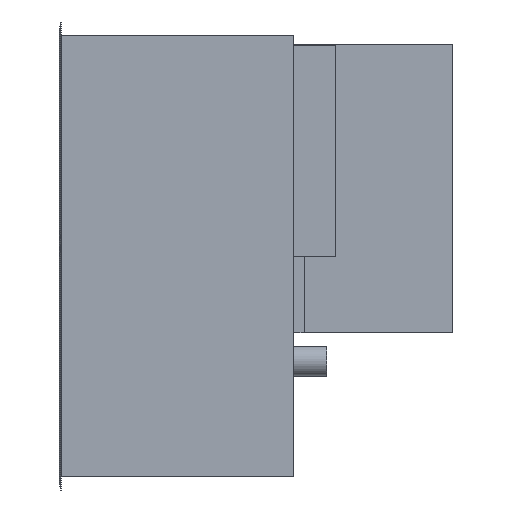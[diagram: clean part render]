
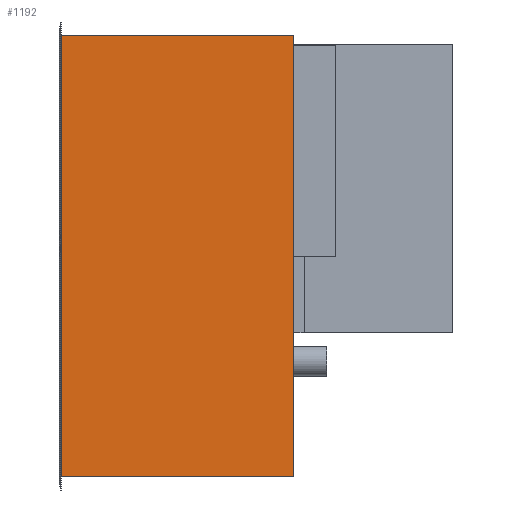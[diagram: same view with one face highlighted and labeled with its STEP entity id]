
A CAD part, left-side view. The second image highlights one B-rep face of the part: STEP entity #1192.
In plain terms, the highlighted planar face has unit normal (-1, 0, 0).
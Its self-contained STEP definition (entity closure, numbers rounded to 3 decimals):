
#90=FACE_OUTER_BOUND('',#161,.T.);
#161=EDGE_LOOP('',(#977,#978,#979,#980));
#296=LINE('',#1860,#450);
#304=LINE('',#1875,#458);
#305=LINE('',#1877,#459);
#306=LINE('',#1878,#460);
#450=VECTOR('',#1533,10.);
#458=VECTOR('',#1545,10.);
#459=VECTOR('',#1548,10.);
#460=VECTOR('',#1549,10.);
#570=VERTEX_POINT('',#1857);
#571=VERTEX_POINT('',#1859);
#575=VERTEX_POINT('',#1871);
#576=VERTEX_POINT('',#1873);
#712=EDGE_CURVE('',#570,#571,#296,.T.);
#720=EDGE_CURVE('',#575,#576,#304,.T.);
#721=EDGE_CURVE('',#570,#575,#305,.T.);
#722=EDGE_CURVE('',#571,#576,#306,.T.);
#977=ORIENTED_EDGE('',*,*,#721,.T.);
#978=ORIENTED_EDGE('',*,*,#720,.T.);
#979=ORIENTED_EDGE('',*,*,#722,.F.);
#980=ORIENTED_EDGE('',*,*,#712,.F.);
#1122=PLANE('',#1293);
#1192=ADVANCED_FACE('',(#90),#1122,.T.);
#1293=AXIS2_PLACEMENT_3D('',#1876,#1546,#1547);
#1533=DIRECTION('',(0.,1.,0.));
#1545=DIRECTION('',(0.,1.,0.));
#1546=DIRECTION('center_axis',(-1.,0.,0.));
#1547=DIRECTION('ref_axis',(0.,0.,1.));
#1548=DIRECTION('',(0.,0.,1.));
#1549=DIRECTION('',(0.,0.,1.));
#1857=CARTESIAN_POINT('',(-642.5,0.,-367.5));
#1859=CARTESIAN_POINT('',(-642.5,387.,-367.5));
#1860=CARTESIAN_POINT('',(-642.5,0.,-367.5));
#1871=CARTESIAN_POINT('',(-642.5,0.,367.5));
#1873=CARTESIAN_POINT('',(-642.5,387.,367.5));
#1875=CARTESIAN_POINT('',(-642.5,0.,367.5));
#1876=CARTESIAN_POINT('Origin',(-642.5,0.,-367.5));
#1877=CARTESIAN_POINT('',(-642.5,0.,-367.5));
#1878=CARTESIAN_POINT('',(-642.5,387.,-367.5));
